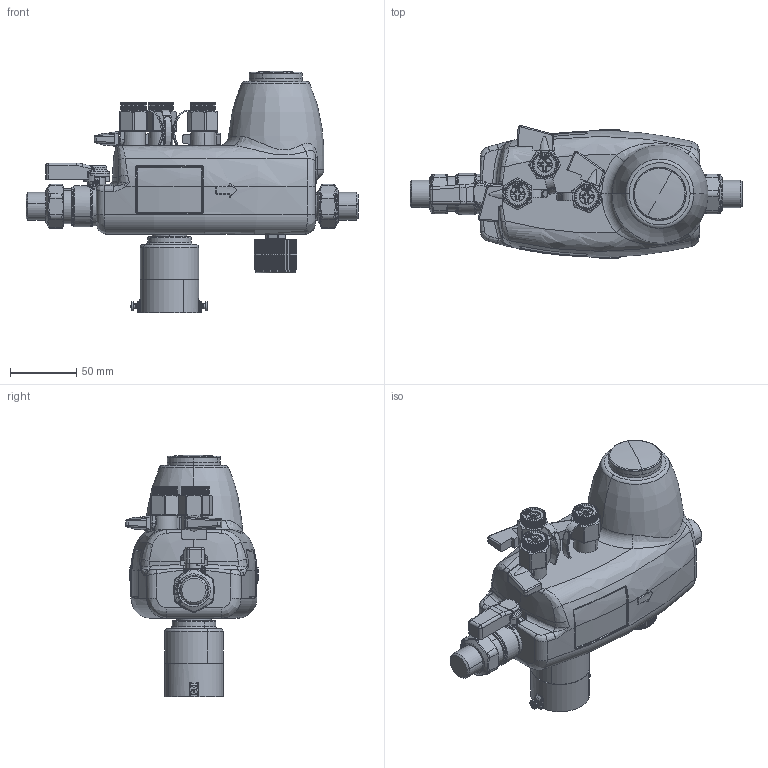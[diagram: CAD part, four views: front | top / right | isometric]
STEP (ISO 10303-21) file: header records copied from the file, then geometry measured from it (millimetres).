
FILE_DESCRIPTION(('CATIA V5 STEP Exchange','CAx-IF Rec.Pracs.--- Model Styling and Organization---1.5--- 2016-08-15','CAx-IF Rec.Pracs.---Supplemental Geometry---1.0---2011-11-01','CAx-IF Rec.Pracs.--- Composite Materials ---3.4---2017-06-13','CAx-IF Rec.Pracs.---Tessellated 3D Geometry---1.0---2015-12-17'),'2;1');
FILE_NAME('STEP_574011_-_TST.stp','2022-12-19T18:13:25+00:00',('none'),('none'),'CATIA Version 5-6 Release 2020 SP5','CATIA V5 STEP AP242 v2','none');
FILE_SCHEMA(('AP242_MANAGED_MODEL_BASED_3D_ENGINEERING_MIM_LF {1 0 10303 442 1 1 4}'));
Products named in the file (1): 574011 - TST
Bounding box: 250 x 99.99 x 181.96 mm (x, y, z)
Volume: 1248491.7 mm3; surface area: 103823.4 mm2
Topology: 2 solids, 5 shells, 3647 faces, 9729 edges, 6029 vertices
Faces by surface type: plane 1709, bspline 941, cylinder 609, torus 132, sphere 130, cone 110, revolution 12, extrusion 4
Entity records: 154378 total; most frequent: CARTESIAN_POINT 78692, ORIENTED_EDGE 19186, EDGE_CURVE 9593, DIRECTION 9579, VERTEX_POINT 6029, B_SPLINE_CURVE_WITH_KNOTS 4070, AXIS2_PLACEMENT_3D 3825, EDGE_LOOP 3736
